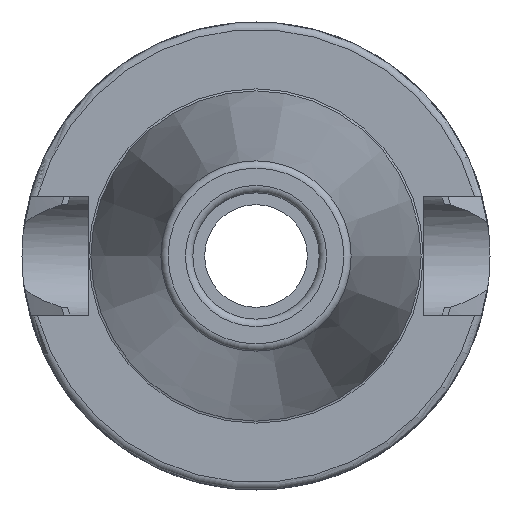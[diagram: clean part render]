
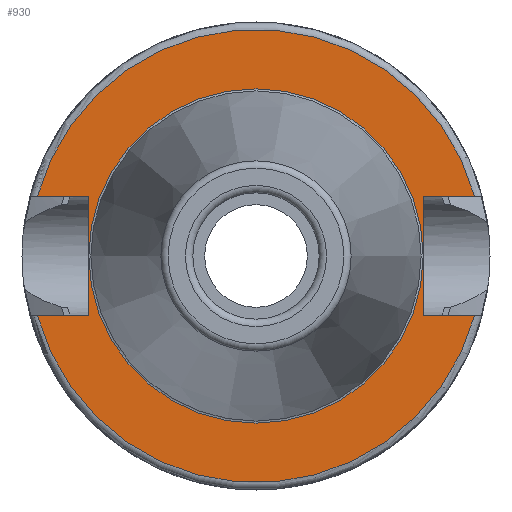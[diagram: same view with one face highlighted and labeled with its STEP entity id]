
A CAD part, left-side view. The second image highlights one B-rep face of the part: STEP entity #930.
In plain terms, the highlighted planar face has unit normal (-1, 0, 0).
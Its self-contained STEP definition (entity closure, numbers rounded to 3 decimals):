
#70=LINE('',#1996,#117);
#74=LINE('',#2004,#121);
#77=LINE('',#2024,#124);
#88=LINE('',#2124,#135);
#91=LINE('',#2145,#138);
#93=LINE('',#2148,#140);
#117=VECTOR('',#1192,10.);
#121=VECTOR('',#1198,10.);
#124=VECTOR('',#1203,10.);
#135=VECTOR('',#1258,10.);
#138=VECTOR('',#1263,10.);
#140=VECTOR('',#1267,10.);
#172=FACE_BOUND('',#299,.T.);
#188=PLANE('',#1055);
#234=FACE_OUTER_BOUND('',#298,.T.);
#298=EDGE_LOOP('',(#817,#818,#819,#820,#821,#822,#823,#824));
#299=EDGE_LOOP('',(#825));
#351=CIRCLE('',#1032,30.5);
#363=CIRCLE('',#1054,22.5);
#364=CIRCLE('',#1056,30.5);
#422=VERTEX_POINT('',#1984);
#423=VERTEX_POINT('',#1995);
#425=VERTEX_POINT('',#2001);
#426=VERTEX_POINT('',#2003);
#441=VERTEX_POINT('',#2084);
#448=VERTEX_POINT('',#2121);
#449=VERTEX_POINT('',#2123);
#453=VERTEX_POINT('',#2144);
#461=VERTEX_POINT('',#2174);
#527=EDGE_CURVE('',#423,#422,#70,.T.);
#531=EDGE_CURVE('',#426,#425,#74,.T.);
#536=EDGE_CURVE('',#425,#423,#77,.T.);
#556=EDGE_CURVE('',#426,#441,#351,.T.);
#566=EDGE_CURVE('',#449,#448,#88,.T.);
#571=EDGE_CURVE('',#453,#441,#91,.T.);
#573=EDGE_CURVE('',#448,#453,#93,.T.);
#587=EDGE_CURVE('',#461,#461,#363,.T.);
#588=EDGE_CURVE('',#449,#422,#364,.T.);
#817=ORIENTED_EDGE('',*,*,#527,.T.);
#818=ORIENTED_EDGE('',*,*,#588,.F.);
#819=ORIENTED_EDGE('',*,*,#566,.T.);
#820=ORIENTED_EDGE('',*,*,#573,.T.);
#821=ORIENTED_EDGE('',*,*,#571,.T.);
#822=ORIENTED_EDGE('',*,*,#556,.F.);
#823=ORIENTED_EDGE('',*,*,#531,.T.);
#824=ORIENTED_EDGE('',*,*,#536,.T.);
#825=ORIENTED_EDGE('',*,*,#587,.T.);
#930=ADVANCED_FACE('',(#234,#172),#188,.T.);
#1032=AXIS2_PLACEMENT_3D('',#2085,#1245,#1246);
#1054=AXIS2_PLACEMENT_3D('',#2176,#1303,#1304);
#1055=AXIS2_PLACEMENT_3D('',#2177,#1305,#1306);
#1056=AXIS2_PLACEMENT_3D('',#2178,#1307,#1308);
#1192=DIRECTION('',(0.,-1.,0.));
#1198=DIRECTION('',(0.,1.,0.));
#1203=DIRECTION('',(0.,0.,1.));
#1245=DIRECTION('center_axis',(1.,0.,0.));
#1246=DIRECTION('ref_axis',(0.,0.,-1.));
#1258=DIRECTION('',(0.,-1.,0.));
#1263=DIRECTION('',(0.,1.,0.));
#1267=DIRECTION('',(0.,0.,-1.));
#1303=DIRECTION('center_axis',(1.,0.,0.));
#1304=DIRECTION('ref_axis',(0.,0.,-1.));
#1305=DIRECTION('center_axis',(-1.,0.,0.));
#1306=DIRECTION('ref_axis',(0.,0.,1.));
#1307=DIRECTION('center_axis',(1.,0.,0.));
#1308=DIRECTION('ref_axis',(0.,0.,-1.));
#1984=CARTESIAN_POINT('',(2.,-29.418,8.05));
#1995=CARTESIAN_POINT('',(2.,-22.6,8.05));
#1996=CARTESIAN_POINT('',(2.,3.95,8.05));
#2001=CARTESIAN_POINT('',(2.,-22.6,-8.05));
#2003=CARTESIAN_POINT('',(2.,-29.418,-8.05));
#2004=CARTESIAN_POINT('',(2.,3.95,-8.05));
#2024=CARTESIAN_POINT('',(2.,-22.6,0.));
#2084=CARTESIAN_POINT('',(2.,29.418,-8.05));
#2085=CARTESIAN_POINT('Origin',(2.,0.,0.));
#2121=CARTESIAN_POINT('',(2.,22.6,8.05));
#2123=CARTESIAN_POINT('',(2.,29.418,8.05));
#2124=CARTESIAN_POINT('',(2.,26.55,8.05));
#2144=CARTESIAN_POINT('',(2.,22.6,-8.05));
#2145=CARTESIAN_POINT('',(2.,26.55,-8.05));
#2148=CARTESIAN_POINT('',(2.,22.6,0.));
#2174=CARTESIAN_POINT('',(2.,0.,22.5));
#2176=CARTESIAN_POINT('Origin',(2.,0.,0.));
#2177=CARTESIAN_POINT('Origin',(2.,30.5,0.));
#2178=CARTESIAN_POINT('Origin',(2.,0.,0.));
